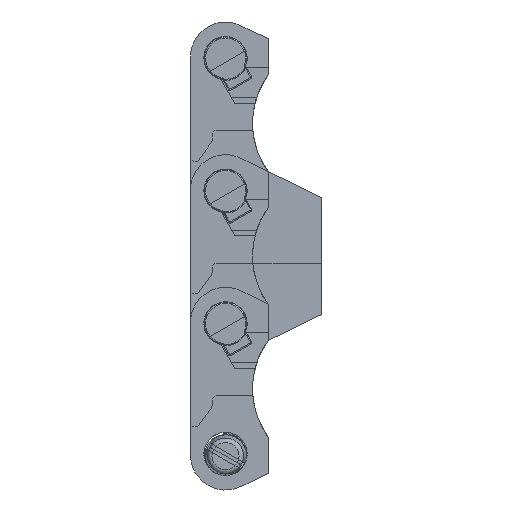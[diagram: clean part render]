
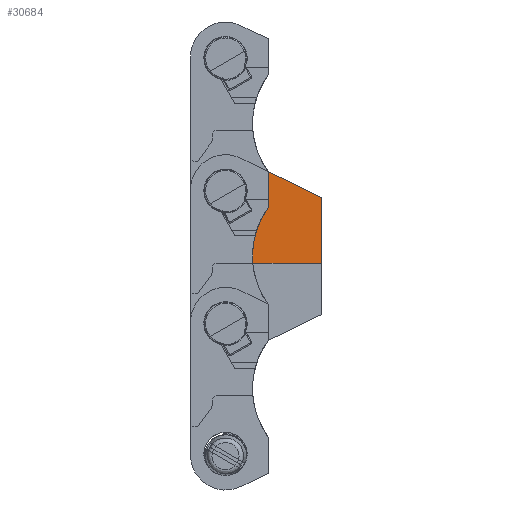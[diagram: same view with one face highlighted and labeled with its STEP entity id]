
A CAD part, left-side view. The second image highlights one B-rep face of the part: STEP entity #30684.
In plain terms, the highlighted planar face has unit normal (-1, 0, 0).
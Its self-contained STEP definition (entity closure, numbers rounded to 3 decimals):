
#2048 = EDGE_CURVE ( 'NONE', #13382, #15299, #21633, .T. ) ;
#2540 = DIRECTION ( 'NONE',  ( -1., 0., 0. ) ) ;
#3364 = ORIENTED_EDGE ( 'NONE', *, *, #11261, .F. ) ;
#4924 = PLANE ( 'NONE',  #18106 ) ;
#4975 = DIRECTION ( 'NONE',  ( 1., 0., 0. ) ) ;
#7593 = LINE ( 'NONE', #12199, #10578 ) ;
#9106 = EDGE_LOOP ( 'NONE', ( #3364, #15022, #11032, #23267, #27246 ) ) ;
#9234 = CARTESIAN_POINT ( 'NONE',  ( 0., -4.85, 9.54 ) ) ;
#9418 = DIRECTION ( 'NONE',  ( 0., 0., 1. ) ) ;
#9948 = CIRCLE ( 'NONE', #23160, 9.3 ) ;
#10578 = VECTOR ( 'NONE', #17259, 1000. ) ;
#11032 = ORIENTED_EDGE ( 'NONE', *, *, #29769, .F. ) ;
#11042 = LINE ( 'NONE', #22807, #28329 ) ;
#11261 = EDGE_CURVE ( 'Edge3', #30503, #13382, #7593, .T. ) ;
#11319 = EDGE_CURVE ( 'Edge7', #15299, #30477, #11042, .T. ) ;
#12199 = CARTESIAN_POINT ( 'NONE',  ( 0., -4.85, 9.54 ) ) ;
#13382 = VERTEX_POINT ( 'NONE', #16929 ) ;
#13547 = CARTESIAN_POINT ( 'NONE',  ( 0., -4.85, 9.54 ) ) ;
#14436 = CARTESIAN_POINT ( 'NONE',  ( 0., -12.349, 0. ) ) ;
#15022 = ORIENTED_EDGE ( 'NONE', *, *, #19180, .F. ) ;
#15299 = VERTEX_POINT ( 'NONE', #31188 ) ;
#15637 = DIRECTION ( 'NONE',  ( 0., 1., 0. ) ) ;
#16929 = CARTESIAN_POINT ( 'NONE',  ( 0., -10.85, 6.614 ) ) ;
#17259 = DIRECTION ( 'NONE',  ( 0., -0.899, -0.438 ) ) ;
#18106 = AXIS2_PLACEMENT_3D ( 'NONE', #14436, #2540, #28173 ) ;
#19180 = EDGE_CURVE ( 'Edge6', #25101, #30503, #21297, .T. ) ;
#21297 = LINE ( 'NONE', #9234, #26659 ) ;
#21633 = LINE ( 'NONE', #26107, #29157 ) ;
#22807 = CARTESIAN_POINT ( 'NONE',  ( 0., -10.85, -0.8 ) ) ;
#23160 = AXIS2_PLACEMENT_3D ( 'NONE', #28957, #4975, #9418 ) ;
#23267 = ORIENTED_EDGE ( 'NONE', *, *, #11319, .F. ) ;
#23555 = DIRECTION ( 'NONE',  ( 0., 0., -1. ) ) ;
#25101 = VERTEX_POINT ( 'NONE', #28650 ) ;
#26107 = CARTESIAN_POINT ( 'NONE',  ( 0., -10.85, 6.614 ) ) ;
#26250 = DIRECTION ( 'NONE',  ( 0., 0., 1. ) ) ;
#26534 = FACE_OUTER_BOUND ( 'NONE', #9106, .T. ) ;
#26659 = VECTOR ( 'NONE', #26250, 1000. ) ;
#27246 = ORIENTED_EDGE ( 'NONE', *, *, #2048, .F. ) ;
#27561 = CARTESIAN_POINT ( 'NONE',  ( 0., -3.084, -0.8 ) ) ;
#28173 = DIRECTION ( 'NONE',  ( 0., 0., 1. ) ) ;
#28329 = VECTOR ( 'NONE', #15637, 1000. ) ;
#28650 = CARTESIAN_POINT ( 'NONE',  ( 0., -4.85, 5.5 ) ) ;
#28957 = CARTESIAN_POINT ( 'NONE',  ( 0., -12.349, 0. ) ) ;
#29157 = VECTOR ( 'NONE', #23555, 1000. ) ;
#29769 = EDGE_CURVE ( 'NONE', #30477, #25101, #9948, .T. ) ;
#30477 = VERTEX_POINT ( 'NONE', #27561 ) ;
#30503 = VERTEX_POINT ( 'NONE', #13547 ) ;
#30684 = ADVANCED_FACE ( 'Face4', ( #26534 ), #4924, .T. ) ;
#31188 = CARTESIAN_POINT ( 'NONE',  ( 0., -10.85, -0.8 ) ) ;
